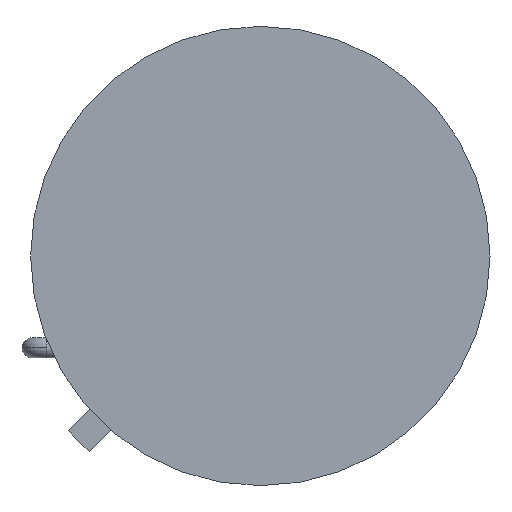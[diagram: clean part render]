
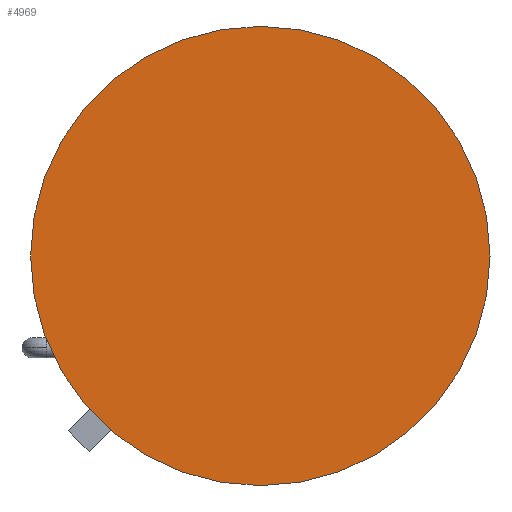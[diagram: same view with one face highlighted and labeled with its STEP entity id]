
A CAD part, front view. The second image highlights one B-rep face of the part: STEP entity #4969.
In plain terms, the highlighted planar face has unit normal (0, -1, 0).
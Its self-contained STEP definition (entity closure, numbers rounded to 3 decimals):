
#613 = CIRCLE ( 'NONE', #7167, 6.25 ) ;
#1403 = DIRECTION ( 'NONE',  ( 0., 0., 1. ) ) ;
#1510 = CARTESIAN_POINT ( 'NONE',  ( 0., 0., 0. ) ) ;
#2326 = EDGE_CURVE ( 'NONE', #8826, #2848, #613, .T. ) ;
#2387 = DIRECTION ( 'NONE',  ( 0., 0., 1. ) ) ;
#2848 = VERTEX_POINT ( 'NONE', #4680 ) ;
#3561 = DIRECTION ( 'NONE',  ( 0., 1., 0. ) ) ;
#3709 = ORIENTED_EDGE ( 'NONE', *, *, #3738, .F. ) ;
#3738 = EDGE_CURVE ( 'NONE', #2848, #8826, #5196, .T. ) ;
#4645 = PLANE ( 'NONE',  #8615 ) ;
#4680 = CARTESIAN_POINT ( 'NONE',  ( 0., 0., -6.25 ) ) ;
#4787 = DIRECTION ( 'NONE',  ( 0., 0., 1. ) ) ;
#4969 = ADVANCED_FACE ( 'NONE', ( #12955 ), #4645, .F. ) ;
#5196 = CIRCLE ( 'NONE', #10210, 6.25 ) ;
#6634 = DIRECTION ( 'NONE',  ( 0., 1., 0. ) ) ;
#7167 = AXIS2_PLACEMENT_3D ( 'NONE', #1510, #12249, #4787 ) ;
#8615 = AXIS2_PLACEMENT_3D ( 'NONE', #10930, #6634, #2387 ) ;
#8826 = VERTEX_POINT ( 'NONE', #10298 ) ;
#8977 = CARTESIAN_POINT ( 'NONE',  ( 0., 0., 0. ) ) ;
#10101 = ORIENTED_EDGE ( 'NONE', *, *, #2326, .F. ) ;
#10210 = AXIS2_PLACEMENT_3D ( 'NONE', #8977, #3561, #1403 ) ;
#10298 = CARTESIAN_POINT ( 'NONE',  ( 0., 0., 6.25 ) ) ;
#10930 = CARTESIAN_POINT ( 'NONE',  ( 0., 0., 0. ) ) ;
#12249 = DIRECTION ( 'NONE',  ( 0., 1., 0. ) ) ;
#12842 = EDGE_LOOP ( 'NONE', ( #3709, #10101 ) ) ;
#12955 = FACE_OUTER_BOUND ( 'NONE', #12842, .T. ) ;
